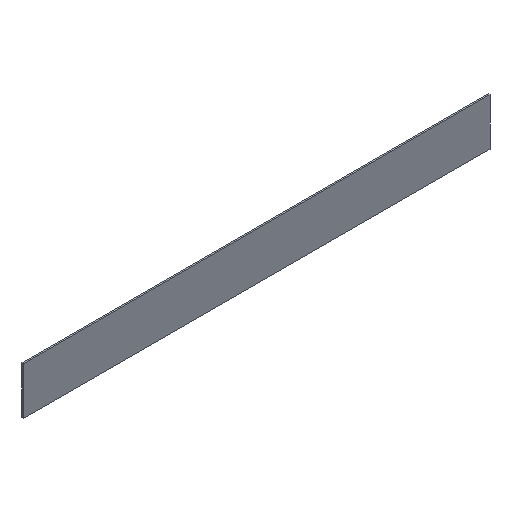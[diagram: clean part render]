
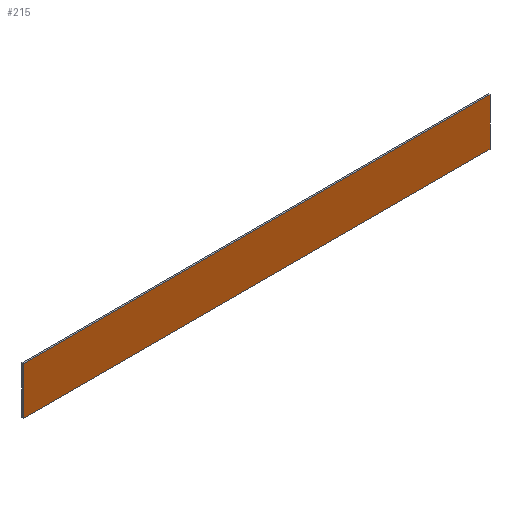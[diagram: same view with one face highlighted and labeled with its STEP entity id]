
A CAD part, isometric view. The second image highlights one B-rep face of the part: STEP entity #215.
In plain terms, the highlighted planar face has unit normal (0, -1, 0).
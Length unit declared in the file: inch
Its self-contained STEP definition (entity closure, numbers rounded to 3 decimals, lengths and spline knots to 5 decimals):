
#25 = VERTEX_POINT ( 'NONE', #79 ) ;
#36 = VECTOR ( 'NONE', #179, 39.37008 ) ;
#38 = LINE ( 'NONE', #144, #216 ) ;
#39 = EDGE_LOOP ( 'NONE', ( #78, #183, #95, #213 ) ) ;
#60 = FACE_OUTER_BOUND ( 'NONE', #39, .T. ) ;
#64 = LINE ( 'NONE', #117, #36 ) ;
#65 = CARTESIAN_POINT ( 'NONE',  ( -9.84252, 0., 1. ) ) ;
#66 = DIRECTION ( 'NONE',  ( -1., 0., 0. ) ) ;
#67 = CARTESIAN_POINT ( 'NONE',  ( -9.84252, 0., -1. ) ) ;
#70 = VERTEX_POINT ( 'NONE', #65 ) ;
#72 = CARTESIAN_POINT ( 'NONE',  ( 0., 0., 0. ) ) ;
#76 = EDGE_CURVE ( 'NONE', #70, #25, #64, .T. ) ;
#78 = ORIENTED_EDGE ( 'NONE', *, *, #169, .F. ) ;
#79 = CARTESIAN_POINT ( 'NONE',  ( 9.84252, 0., 1. ) ) ;
#94 = EDGE_CURVE ( 'NONE', #234, #106, #191, .T. ) ;
#95 = ORIENTED_EDGE ( 'NONE', *, *, #235, .F. ) ;
#102 = CARTESIAN_POINT ( 'NONE',  ( 9.84252, 0., -1. ) ) ;
#106 = VERTEX_POINT ( 'NONE', #203 ) ;
#117 = CARTESIAN_POINT ( 'NONE',  ( -9.84252, 0., 1. ) ) ;
#141 = DIRECTION ( 'NONE',  ( 0., 0., 1. ) ) ;
#144 = CARTESIAN_POINT ( 'NONE',  ( 9.84252, 0., -1. ) ) ;
#158 = AXIS2_PLACEMENT_3D ( 'NONE', #72, #185, #165 ) ;
#162 = CARTESIAN_POINT ( 'NONE',  ( -9.84252, 0., -1. ) ) ;
#165 = DIRECTION ( 'NONE',  ( 0., 0., 1. ) ) ;
#169 = EDGE_CURVE ( 'NONE', #25, #234, #38, .T. ) ;
#179 = DIRECTION ( 'NONE',  ( 1., 0., 0. ) ) ;
#183 = ORIENTED_EDGE ( 'NONE', *, *, #76, .F. ) ;
#185 = DIRECTION ( 'NONE',  ( 0., 1., 0. ) ) ;
#191 = LINE ( 'NONE', #162, #227 ) ;
#199 = VECTOR ( 'NONE', #141, 39.37008 ) ;
#203 = CARTESIAN_POINT ( 'NONE',  ( -9.84252, 0., -1. ) ) ;
#204 = DIRECTION ( 'NONE',  ( 0., 0., -1. ) ) ;
#213 = ORIENTED_EDGE ( 'NONE', *, *, #94, .F. ) ;
#215 = ADVANCED_FACE ( 'NONE', ( #60 ), #224, .F. ) ;
#216 = VECTOR ( 'NONE', #204, 39.37008 ) ;
#224 = PLANE ( 'NONE',  #158 ) ;
#227 = VECTOR ( 'NONE', #66, 39.37008 ) ;
#232 = LINE ( 'NONE', #67, #199 ) ;
#234 = VERTEX_POINT ( 'NONE', #102 ) ;
#235 = EDGE_CURVE ( 'NONE', #106, #70, #232, .T. ) ;
